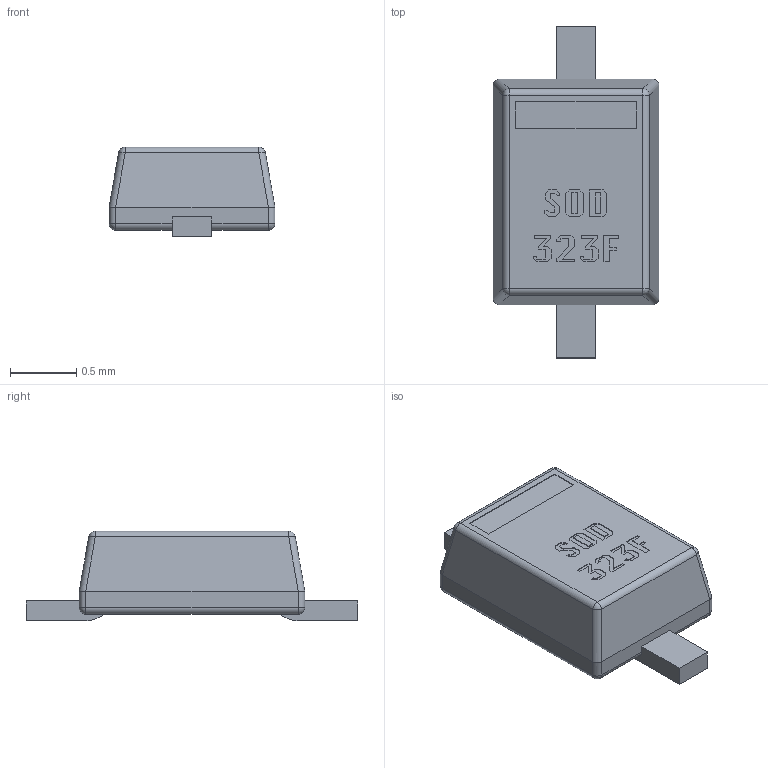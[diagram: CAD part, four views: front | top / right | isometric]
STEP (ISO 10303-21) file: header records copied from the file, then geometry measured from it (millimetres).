
FILE_DESCRIPTION(/* description */ ('model of SOD323F_wLABEL'),/* implementation_level */ '2;1');
FILE_NAME(/* name */ 'SOD323F_wLABEL.stp',/* time_stamp */ '2015-12-05T22:09:41',/* author */ ('Joan The Spark',''),/* organization */ (''),/* preprocessor_version */ '',/* originating_system */ '',/* authorisation */ '');
FILE_SCHEMA (('AUTOMOTIVE_DESIGN { 1 0 10303 214 3 1 1 }'));
Length unit declared in the file: millimetre
Products named in the file (1): SOD323F
Bounding box: 1.25 x 2.5 x 0.68 mm (x, y, z)
Volume: 1.3 mm3; surface area: 8 mm2
Topology: 1 solids, 1 shells, 169 faces, 447 edges, 290 vertices
Faces by surface type: plane 141, cylinder 20, sphere 8
Entity records: 5326 total; most frequent: CARTESIAN_POINT 907, ORIENTED_EDGE 894, DIRECTION 831, EDGE_CURVE 447, LINE 403, VECTOR 403, VERTEX_POINT 290, AXIS2_PLACEMENT_3D 214
